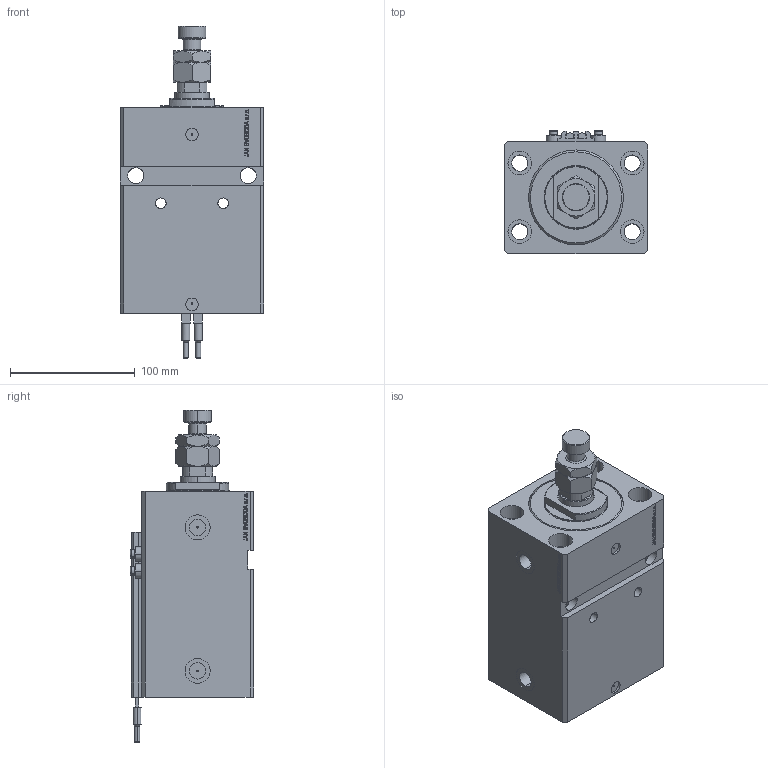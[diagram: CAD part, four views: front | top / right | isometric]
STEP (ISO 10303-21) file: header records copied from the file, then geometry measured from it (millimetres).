
FILE_DESCRIPTION (( 'STEP AP203' ), '1' );
FILE_NAME ('6171.STEP', '2023-10-07T18:43:47', ( '' ), ( '' ), 'SwSTEP 2.0', 'SolidWorks 2019', '' );
FILE_SCHEMA (( 'CONFIG_CONTROL_DESIGN' ));
Length unit declared in the file: millimetre
Products named in the file (7): ALLEN BOLT V250CE 7c96034430e804e24d3c9d4d02b8c919; 6171; V250CE_C_VCP 7c96034430e804e24d3c9d4d02b8c919; V250CE_VC_E 7c96034430e804e24d3c9d4d02b8c919; MFA 7c96034430e804e24d3c9d4d02b8c919; SWITCH_V250CE 7c96034430e804e24d3c9d4d02b8c919; V250CE_E_Body 7c96034430e804e24d3c9d4d02b8c919
Assembly tree (10 placements, depth 2):
  6171
    V250CE_E_Body 7c96034430e804e24d3c9d4d02b8c919
    ALLEN BOLT V250CE 7c96034430e804e24d3c9d4d02b8c919  x4
    V250CE_C_VCP 7c96034430e804e24d3c9d4d02b8c919
    V250CE_VC_E 7c96034430e804e24d3c9d4d02b8c919
    MFA 7c96034430e804e24d3c9d4d02b8c919
    SWITCH_V250CE 7c96034430e804e24d3c9d4d02b8c919  x2
Bounding box: 115 x 99 x 266 mm (x, y, z)
Volume: 1418748.9 mm3; surface area: 222871.9 mm2
Topology: 11 solids, 11 shells, 1235 faces, 3054 edges, 1965 vertices
Faces by surface type: plane 595, bspline 368, cylinder 162, cone 88, torus 22
Entity records: 52270 total; most frequent: CARTESIAN_POINT 26728, ORIENTED_EDGE 5690, DIRECTION 3871, EDGE_CURVE 2845, VERTEX_POINT 1851, LINE 1683, VECTOR 1683, EDGE_LOOP 1288
